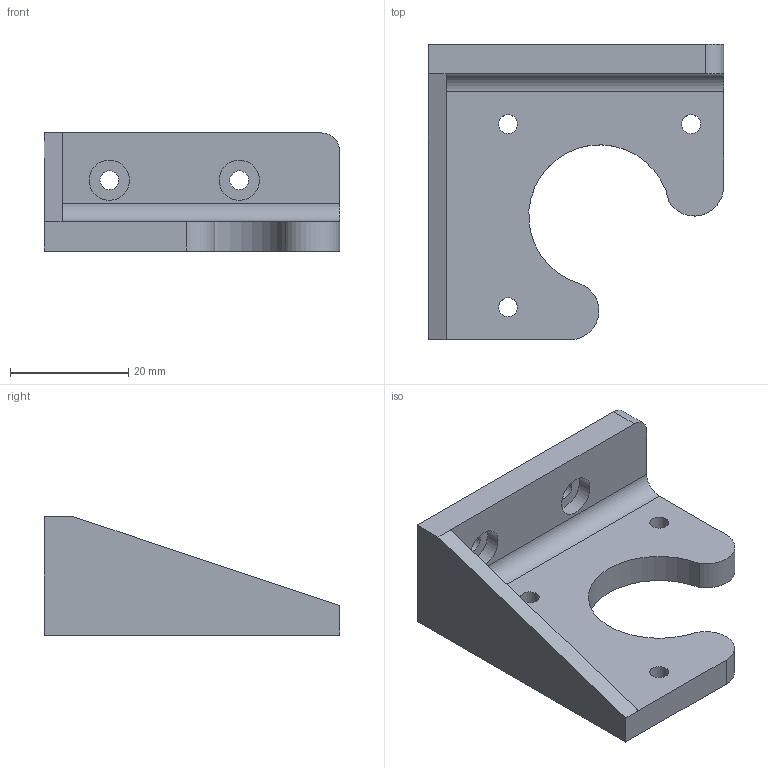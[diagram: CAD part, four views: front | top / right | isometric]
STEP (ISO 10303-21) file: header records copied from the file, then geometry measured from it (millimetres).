
FILE_DESCRIPTION(('FreeCAD Model'),'2;1');
FILE_NAME('Open CASCADE Shape Model','2021-12-17T18:56:58',('Author'),( ''),'Open CASCADE STEP processor 7.5','FreeCAD','Unknown');
FILE_SCHEMA(('AUTOMOTIVE_DESIGN { 1 0 10303 214 1 1 1 1 }'));
Length unit declared in the file: millimetre
Products named in the file (1): z-motor-holder-L (Mirror #8)
Bounding box: 50 x 50 x 20 mm (x, y, z)
Volume: 13016.8 mm3; surface area: 6977.5 mm2
Topology: 1 solids, 1 shells, 24 faces, 58 edges, 38 vertices
Faces by surface type: plane 12, cylinder 12
Full cylindrical faces by diameter (mm): 3.2 x5, 6.8 x2
Entity records: 1527 total; most frequent: CARTESIAN_POINT 279, DIRECTION 241, LINE 126, VECTOR 126, ORIENTED_EDGE 116, PCURVE 116, DEFINITIONAL_REPRESENTATION 116, EDGE_CURVE 58
